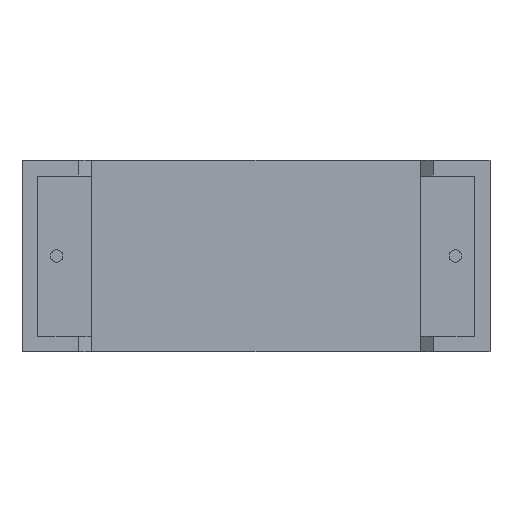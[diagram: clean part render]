
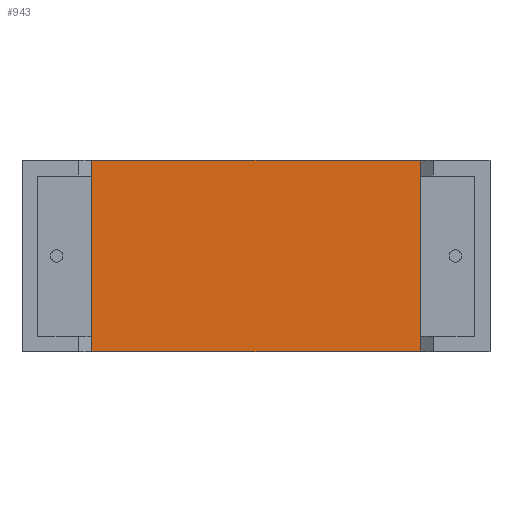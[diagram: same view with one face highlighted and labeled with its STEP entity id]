
A CAD part, front view. The second image highlights one B-rep face of the part: STEP entity #943.
In plain terms, the highlighted planar face has unit normal (0, -1, 0).
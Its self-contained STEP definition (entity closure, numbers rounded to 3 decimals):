
#27 = DIRECTION ( 'NONE',  ( -1., 0., 0. ) ) ;
#51 = ORIENTED_EDGE ( 'NONE', *, *, #1574, .T. ) ;
#118 = EDGE_CURVE ( 'NONE', #2310, #2069, #1823, .T. ) ;
#351 = VECTOR ( 'NONE', #2219, 1000. ) ;
#356 = ORIENTED_EDGE ( 'NONE', *, *, #118, .F. ) ;
#451 = CARTESIAN_POINT ( 'NONE',  ( 4.797, 0.762, 0. ) ) ;
#458 = EDGE_LOOP ( 'NONE', ( #930, #705, #356, #51 ) ) ;
#649 = CARTESIAN_POINT ( 'NONE',  ( 4.797, 0.762, 13.2 ) ) ;
#705 = ORIENTED_EDGE ( 'NONE', *, *, #1157, .F. ) ;
#832 = DIRECTION ( 'NONE',  ( 0., 0., 1. ) ) ;
#930 = ORIENTED_EDGE ( 'NONE', *, *, #2938, .T. ) ;
#943 = ADVANCED_FACE ( 'NONE', ( #2092 ), #2724, .F. ) ;
#959 = CARTESIAN_POINT ( 'NONE',  ( 16.15, 0.762, 0. ) ) ;
#1051 = CARTESIAN_POINT ( 'NONE',  ( 27.503, 0.762, 0. ) ) ;
#1157 = EDGE_CURVE ( 'NONE', #2069, #2243, #2863, .T. ) ;
#1185 = VERTEX_POINT ( 'NONE', #1584 ) ;
#1490 = DIRECTION ( 'NONE',  ( -1., 0., 0. ) ) ;
#1508 = AXIS2_PLACEMENT_3D ( 'NONE', #1759, #2734, #1490 ) ;
#1574 = EDGE_CURVE ( 'NONE', #2310, #1185, #1894, .T. ) ;
#1584 = CARTESIAN_POINT ( 'NONE',  ( 27.503, 0.762, 13.2 ) ) ;
#1759 = CARTESIAN_POINT ( 'NONE',  ( 16.15, 0.762, 0. ) ) ;
#1788 = DIRECTION ( 'NONE',  ( 0., 0., 1. ) ) ;
#1823 = LINE ( 'NONE', #959, #2695 ) ;
#1894 = LINE ( 'NONE', #1051, #2783 ) ;
#2016 = VECTOR ( 'NONE', #832, 1000. ) ;
#2069 = VERTEX_POINT ( 'NONE', #451 ) ;
#2092 = FACE_OUTER_BOUND ( 'NONE', #458, .T. ) ;
#2100 = CARTESIAN_POINT ( 'NONE',  ( 16.15, 0.762, 13.2 ) ) ;
#2219 = DIRECTION ( 'NONE',  ( -1., 0., 0. ) ) ;
#2243 = VERTEX_POINT ( 'NONE', #649 ) ;
#2310 = VERTEX_POINT ( 'NONE', #2323 ) ;
#2323 = CARTESIAN_POINT ( 'NONE',  ( 27.503, 0.762, 0. ) ) ;
#2695 = VECTOR ( 'NONE', #27, 1000. ) ;
#2720 = CARTESIAN_POINT ( 'NONE',  ( 4.797, 0.762, 0. ) ) ;
#2724 = PLANE ( 'NONE',  #1508 ) ;
#2734 = DIRECTION ( 'NONE',  ( 0., 1., 0. ) ) ;
#2783 = VECTOR ( 'NONE', #1788, 1000. ) ;
#2863 = LINE ( 'NONE', #2720, #2016 ) ;
#2938 = EDGE_CURVE ( 'NONE', #1185, #2243, #3013, .T. ) ;
#3013 = LINE ( 'NONE', #2100, #351 ) ;
